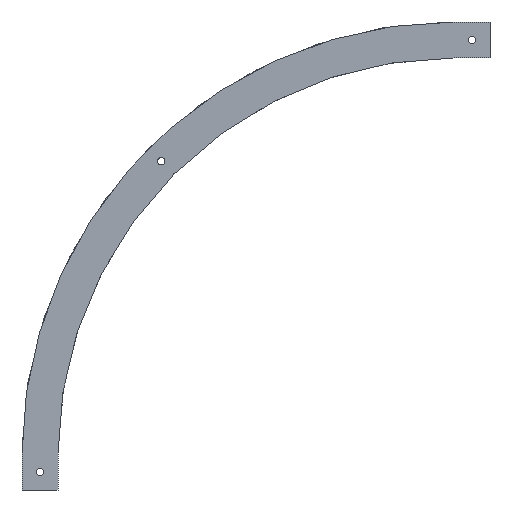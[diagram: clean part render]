
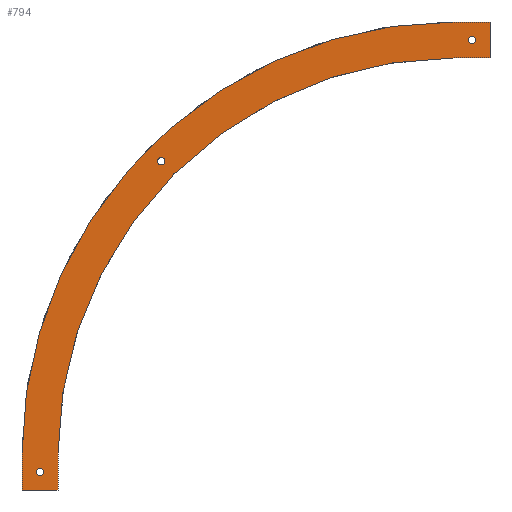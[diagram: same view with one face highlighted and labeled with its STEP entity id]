
A CAD part, front view. The second image highlights one B-rep face of the part: STEP entity #794.
In plain terms, the highlighted planar face has unit normal (0, -1, 0).
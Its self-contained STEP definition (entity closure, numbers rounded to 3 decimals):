
#4 = VECTOR ( 'NONE', #258, 1000. ) ;
#10 = DIRECTION ( 'NONE',  ( 0., 0., 1. ) ) ;
#19 = ORIENTED_EDGE ( 'NONE', *, *, #606, .T. ) ;
#25 = VERTEX_POINT ( 'NONE', #447 ) ;
#30 = CARTESIAN_POINT ( 'NONE',  ( -82.5, 0., -97.5 ) ) ;
#44 = LINE ( 'NONE', #512, #101 ) ;
#49 = CARTESIAN_POINT ( 'NONE',  ( -31.976, 0., 30.426 ) ) ;
#52 = DIRECTION ( 'NONE',  ( -1., 0., 0. ) ) ;
#55 = DIRECTION ( 'NONE',  ( 0., 1., 0. ) ) ;
#60 = CIRCLE ( 'NONE', #564, 165. ) ;
#69 = EDGE_CURVE ( 'NONE', #697, #405, #118, .T. ) ;
#72 = CIRCLE ( 'NONE', #474, 1.55 ) ;
#79 = CARTESIAN_POINT ( 'NONE',  ( 90., 0., 75. ) ) ;
#80 = DIRECTION ( 'NONE',  ( 0., 0., 1. ) ) ;
#81 = VERTEX_POINT ( 'NONE', #525 ) ;
#101 = VECTOR ( 'NONE', #726, 1000. ) ;
#102 = AXIS2_PLACEMENT_3D ( 'NONE', #465, #480, #327 ) ;
#103 = DIRECTION ( 'NONE',  ( 1., 0., 0. ) ) ;
#110 = EDGE_CURVE ( 'NONE', #780, #678, #72, .T. ) ;
#112 = CARTESIAN_POINT ( 'NONE',  ( -82.5, 0., -99.05 ) ) ;
#114 = LINE ( 'NONE', #589, #4 ) ;
#115 = CARTESIAN_POINT ( 'NONE',  ( -31.976, 0., 31.976 ) ) ;
#118 = CIRCLE ( 'NONE', #873, 1.55 ) ;
#126 = EDGE_CURVE ( 'NONE', #81, #841, #114, .T. ) ;
#128 = ORIENTED_EDGE ( 'NONE', *, *, #149, .F. ) ;
#136 = VERTEX_POINT ( 'NONE', #391 ) ;
#149 = EDGE_CURVE ( 'NONE', #485, #438, #687, .T. ) ;
#152 = CARTESIAN_POINT ( 'NONE',  ( 105., 0., 90. ) ) ;
#161 = VECTOR ( 'NONE', #103, 1000. ) ;
#191 = CARTESIAN_POINT ( 'NONE',  ( -82.5, 0., -95.95 ) ) ;
#201 = DIRECTION ( 'NONE',  ( 0., 0., 1. ) ) ;
#205 = DIRECTION ( 'NONE',  ( 0., -1., 0. ) ) ;
#212 = EDGE_CURVE ( 'NONE', #346, #563, #732, .T. ) ;
#219 = AXIS2_PLACEMENT_3D ( 'NONE', #550, #55, #201 ) ;
#237 = EDGE_CURVE ( 'NONE', #270, #81, #60, .T. ) ;
#255 = DIRECTION ( 'NONE',  ( 0., 0., 1. ) ) ;
#258 = DIRECTION ( 'NONE',  ( 0., 0., -1. ) ) ;
#262 = FACE_BOUND ( 'NONE', #716, .T. ) ;
#264 = DIRECTION ( 'NONE',  ( 0., 0., -1. ) ) ;
#270 = VERTEX_POINT ( 'NONE', #79 ) ;
#277 = FACE_BOUND ( 'NONE', #511, .T. ) ;
#295 = LINE ( 'NONE', #491, #778 ) ;
#300 = CARTESIAN_POINT ( 'NONE',  ( 90., 0., 90. ) ) ;
#310 = DIRECTION ( 'NONE',  ( 0., 1., 0. ) ) ;
#314 = ORIENTED_EDGE ( 'NONE', *, *, #212, .T. ) ;
#321 = DIRECTION ( 'NONE',  ( 0., 0., 1. ) ) ;
#325 = CIRCLE ( 'NONE', #578, 1.55 ) ;
#327 = DIRECTION ( 'NONE',  ( 0., 0., 1. ) ) ;
#335 = LINE ( 'NONE', #812, #539 ) ;
#346 = VERTEX_POINT ( 'NONE', #626 ) ;
#348 = AXIS2_PLACEMENT_3D ( 'NONE', #609, #538, #743 ) ;
#350 = CIRCLE ( 'NONE', #492, 1.55 ) ;
#355 = CARTESIAN_POINT ( 'NONE',  ( 97.5, 0., 82.5 ) ) ;
#378 = VERTEX_POINT ( 'NONE', #300 ) ;
#384 = LINE ( 'NONE', #714, #161 ) ;
#386 = EDGE_LOOP ( 'NONE', ( #707, #637, #573, #704, #826, #521, #128, #777 ) ) ;
#391 = CARTESIAN_POINT ( 'NONE',  ( -90., 0., -105. ) ) ;
#405 = VERTEX_POINT ( 'NONE', #112 ) ;
#407 = VECTOR ( 'NONE', #264, 1000. ) ;
#438 = VERTEX_POINT ( 'NONE', #444 ) ;
#444 = CARTESIAN_POINT ( 'NONE',  ( 105., 0., 75. ) ) ;
#447 = CARTESIAN_POINT ( 'NONE',  ( -90., 0., -90. ) ) ;
#453 = DIRECTION ( 'NONE',  ( 0., 1., 0. ) ) ;
#455 = ORIENTED_EDGE ( 'NONE', *, *, #110, .T. ) ;
#465 = CARTESIAN_POINT ( 'NONE',  ( 90., 0., -90. ) ) ;
#474 = AXIS2_PLACEMENT_3D ( 'NONE', #582, #453, #519 ) ;
#480 = DIRECTION ( 'NONE',  ( 0., 1., 0. ) ) ;
#485 = VERTEX_POINT ( 'NONE', #152 ) ;
#491 = CARTESIAN_POINT ( 'NONE',  ( -90., 0., -90. ) ) ;
#492 = AXIS2_PLACEMENT_3D ( 'NONE', #355, #497, #80 ) ;
#497 = DIRECTION ( 'NONE',  ( 0., 1., 0. ) ) ;
#511 = EDGE_LOOP ( 'NONE', ( #639, #553 ) ) ;
#512 = CARTESIAN_POINT ( 'NONE',  ( 90., 0., 75. ) ) ;
#519 = DIRECTION ( 'NONE',  ( 0., 0., 1. ) ) ;
#521 = ORIENTED_EDGE ( 'NONE', *, *, #647, .F. ) ;
#525 = CARTESIAN_POINT ( 'NONE',  ( -75., 0., -90. ) ) ;
#531 = EDGE_CURVE ( 'NONE', #136, #25, #295, .T. ) ;
#538 = DIRECTION ( 'NONE',  ( 0., 1., 0. ) ) ;
#539 = VECTOR ( 'NONE', #52, 1000. ) ;
#550 = CARTESIAN_POINT ( 'NONE',  ( 90., 0., -90. ) ) ;
#552 = EDGE_CURVE ( 'NONE', #378, #485, #384, .T. ) ;
#553 = ORIENTED_EDGE ( 'NONE', *, *, #69, .T. ) ;
#555 = DIRECTION ( 'NONE',  ( 0., 1., 0. ) ) ;
#563 = VERTEX_POINT ( 'NONE', #49 ) ;
#564 = AXIS2_PLACEMENT_3D ( 'NONE', #737, #205, #683 ) ;
#573 = ORIENTED_EDGE ( 'NONE', *, *, #711, .F. ) ;
#577 = DIRECTION ( 'NONE',  ( 0., 1., 0. ) ) ;
#578 = AXIS2_PLACEMENT_3D ( 'NONE', #115, #577, #255 ) ;
#582 = CARTESIAN_POINT ( 'NONE',  ( 97.5, 0., 82.5 ) ) ;
#589 = CARTESIAN_POINT ( 'NONE',  ( -75., 0., -90. ) ) ;
#603 = CARTESIAN_POINT ( 'NONE',  ( 97.5, 0., 80.95 ) ) ;
#606 = EDGE_CURVE ( 'NONE', #563, #346, #325, .T. ) ;
#609 = CARTESIAN_POINT ( 'NONE',  ( -31.976, 0., 31.976 ) ) ;
#610 = CIRCLE ( 'NONE', #102, 180. ) ;
#614 = CARTESIAN_POINT ( 'NONE',  ( -75., 0., -105. ) ) ;
#626 = CARTESIAN_POINT ( 'NONE',  ( -31.976, 0., 33.526 ) ) ;
#634 = DIRECTION ( 'NONE',  ( 0., 0., 1. ) ) ;
#637 = ORIENTED_EDGE ( 'NONE', *, *, #531, .F. ) ;
#639 = ORIENTED_EDGE ( 'NONE', *, *, #673, .T. ) ;
#647 = EDGE_CURVE ( 'NONE', #438, #270, #44, .T. ) ;
#673 = EDGE_CURVE ( 'NONE', #405, #697, #840, .T. ) ;
#677 = FACE_BOUND ( 'NONE', #764, .T. ) ;
#678 = VERTEX_POINT ( 'NONE', #731 ) ;
#683 = DIRECTION ( 'NONE',  ( 0., 0., 1. ) ) ;
#687 = LINE ( 'NONE', #747, #407 ) ;
#688 = CARTESIAN_POINT ( 'NONE',  ( -82.5, 0., -97.5 ) ) ;
#697 = VERTEX_POINT ( 'NONE', #191 ) ;
#704 = ORIENTED_EDGE ( 'NONE', *, *, #126, .F. ) ;
#707 = ORIENTED_EDGE ( 'NONE', *, *, #832, .F. ) ;
#711 = EDGE_CURVE ( 'NONE', #841, #136, #335, .T. ) ;
#714 = CARTESIAN_POINT ( 'NONE',  ( 90., 0., 90. ) ) ;
#716 = EDGE_LOOP ( 'NONE', ( #19, #314 ) ) ;
#726 = DIRECTION ( 'NONE',  ( -1., 0., 0. ) ) ;
#731 = CARTESIAN_POINT ( 'NONE',  ( 97.5, 0., 84.05 ) ) ;
#732 = CIRCLE ( 'NONE', #348, 1.55 ) ;
#737 = CARTESIAN_POINT ( 'NONE',  ( 90., 0., -90. ) ) ;
#743 = DIRECTION ( 'NONE',  ( 0., 0., 1. ) ) ;
#744 = PLANE ( 'NONE',  #219 ) ;
#747 = CARTESIAN_POINT ( 'NONE',  ( 105., 0., 75. ) ) ;
#764 = EDGE_LOOP ( 'NONE', ( #455, #845 ) ) ;
#777 = ORIENTED_EDGE ( 'NONE', *, *, #552, .F. ) ;
#778 = VECTOR ( 'NONE', #634, 1000. ) ;
#780 = VERTEX_POINT ( 'NONE', #603 ) ;
#794 = ADVANCED_FACE ( 'NONE', ( #881, #277, #677, #262 ), #744, .F. ) ;
#812 = CARTESIAN_POINT ( 'NONE',  ( -90., 0., -105. ) ) ;
#826 = ORIENTED_EDGE ( 'NONE', *, *, #237, .F. ) ;
#832 = EDGE_CURVE ( 'NONE', #25, #378, #610, .T. ) ;
#840 = CIRCLE ( 'NONE', #887, 1.55 ) ;
#841 = VERTEX_POINT ( 'NONE', #614 ) ;
#845 = ORIENTED_EDGE ( 'NONE', *, *, #886, .T. ) ;
#873 = AXIS2_PLACEMENT_3D ( 'NONE', #30, #310, #321 ) ;
#881 = FACE_OUTER_BOUND ( 'NONE', #386, .T. ) ;
#886 = EDGE_CURVE ( 'NONE', #678, #780, #350, .T. ) ;
#887 = AXIS2_PLACEMENT_3D ( 'NONE', #688, #555, #10 ) ;
